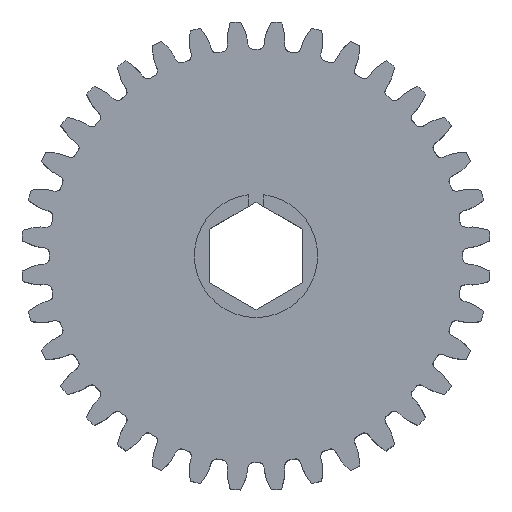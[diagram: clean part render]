
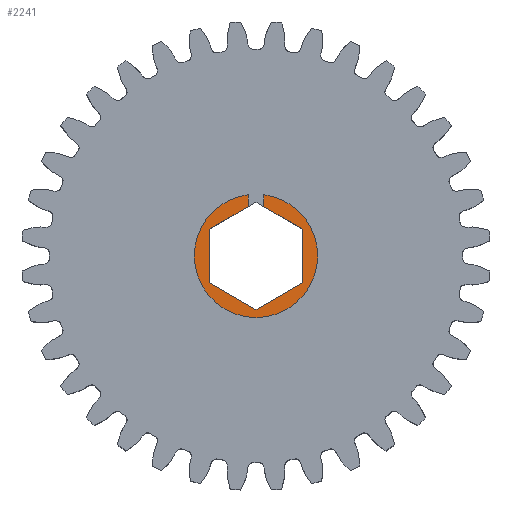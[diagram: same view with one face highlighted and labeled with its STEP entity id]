
A CAD part, top view. The second image highlights one B-rep face of the part: STEP entity #2241.
In plain terms, the highlighted planar face has unit normal (0, 0, 1).
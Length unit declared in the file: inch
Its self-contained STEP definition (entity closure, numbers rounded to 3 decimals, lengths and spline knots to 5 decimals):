
#155 = EDGE_CURVE ( 'NONE', #4755, #13632, #11050, .T. ) ;
#451 = VERTEX_POINT ( 'NONE', #9868 ) ;
#616 = AXIS2_PLACEMENT_3D ( 'NONE', #3051, #5228, #4255 ) ;
#711 = CARTESIAN_POINT ( 'NONE',  ( -0.1885, -0.10883, 0.249 ) ) ;
#842 = VECTOR ( 'NONE', #1593, 39.37008 ) ;
#923 = CARTESIAN_POINT ( 'NONE',  ( 0., 0., 0.249 ) ) ;
#1250 = LINE ( 'NONE', #5819, #3494 ) ;
#1528 = VECTOR ( 'NONE', #9848, 39.37008 ) ;
#1593 = DIRECTION ( 'NONE',  ( 0., 1., 0. ) ) ;
#1783 = AXIS2_PLACEMENT_3D ( 'NONE', #1872, #12153, #11028 ) ;
#1872 = CARTESIAN_POINT ( 'NONE',  ( 0., 0., 0.249 ) ) ;
#2241 = ADVANCED_FACE ( 'NONE', ( #12141 ), #4185, .T. ) ;
#2779 = CARTESIAN_POINT ( 'NONE',  ( 0.03125, 0.24804, 0.249 ) ) ;
#3051 = CARTESIAN_POINT ( 'NONE',  ( 0., 0., 0.249 ) ) ;
#3170 = CARTESIAN_POINT ( 'NONE',  ( 0.1885, -0.10883, 0.249 ) ) ;
#3234 = CARTESIAN_POINT ( 'NONE',  ( 0.03125, 0.19962, 0.249 ) ) ;
#3288 = ORIENTED_EDGE ( 'NONE', *, *, #7654, .F. ) ;
#3494 = VECTOR ( 'NONE', #10399, 39.37008 ) ;
#3531 = DIRECTION ( 'NONE',  ( 0., 0., 1. ) ) ;
#3741 = VECTOR ( 'NONE', #5550, 39.37008 ) ;
#3766 = LINE ( 'NONE', #12917, #842 ) ;
#3930 = LINE ( 'NONE', #13090, #10180 ) ;
#4078 = LINE ( 'NONE', #8502, #4458 ) ;
#4111 = DIRECTION ( 'NONE',  ( 0., 0., 1. ) ) ;
#4185 = PLANE ( 'NONE',  #14690 ) ;
#4255 = DIRECTION ( 'NONE',  ( 1., 0., 0. ) ) ;
#4458 = VECTOR ( 'NONE', #8651, 39.37008 ) ;
#4647 = ORIENTED_EDGE ( 'NONE', *, *, #5081, .F. ) ;
#4755 = VERTEX_POINT ( 'NONE', #9346 ) ;
#5081 = EDGE_CURVE ( 'NONE', #8957, #451, #3766, .T. ) ;
#5102 = CARTESIAN_POINT ( 'NONE',  ( -0.03125, 0.19962, 0.249 ) ) ;
#5228 = DIRECTION ( 'NONE',  ( 0., 0., 1. ) ) ;
#5307 = DIRECTION ( 'NONE',  ( 1., 0., 0. ) ) ;
#5336 = VERTEX_POINT ( 'NONE', #3234 ) ;
#5550 = DIRECTION ( 'NONE',  ( -0.866, -0.5, 0. ) ) ;
#5627 = VECTOR ( 'NONE', #11270, 39.37008 ) ;
#5813 = EDGE_CURVE ( 'NONE', #14709, #14157, #6091, .T. ) ;
#5819 = CARTESIAN_POINT ( 'NONE',  ( 0.1885, 0.10883, 0.249 ) ) ;
#5853 = CARTESIAN_POINT ( 'NONE',  ( 0.03125, 0.10262, 0.249 ) ) ;
#5999 = EDGE_CURVE ( 'NONE', #12320, #8570, #6333, .T. ) ;
#6091 = CIRCLE ( 'NONE', #7064, 0.25 ) ;
#6333 = CIRCLE ( 'NONE', #1783, 0.25 ) ;
#7064 = AXIS2_PLACEMENT_3D ( 'NONE', #923, #3531, #8113 ) ;
#7075 = VECTOR ( 'NONE', #11334, 39.37008 ) ;
#7104 = EDGE_CURVE ( 'NONE', #8570, #14709, #13538, .T. ) ;
#7162 = ORIENTED_EDGE ( 'NONE', *, *, #14257, .F. ) ;
#7368 = EDGE_LOOP ( 'NONE', ( #3288, #9770, #4647, #11719, #13528, #10455, #7162, #10835, #13936, #9273, #9331 ) ) ;
#7390 = DIRECTION ( 'NONE',  ( 0., -1., 0. ) ) ;
#7396 = EDGE_CURVE ( 'NONE', #12320, #10579, #3930, .T. ) ;
#7602 = CARTESIAN_POINT ( 'NONE',  ( -0.1885, 0.10883, 0.249 ) ) ;
#7654 = EDGE_CURVE ( 'NONE', #5336, #14157, #13873, .T. ) ;
#7886 = CARTESIAN_POINT ( 'NONE',  ( 0., 0.21766, 0.249 ) ) ;
#8085 = CARTESIAN_POINT ( 'NONE',  ( -0.25, 0., 0.249 ) ) ;
#8113 = DIRECTION ( 'NONE',  ( 1., 0., 0. ) ) ;
#8424 = CARTESIAN_POINT ( 'NONE',  ( -0.1885, -0.10883, 0.249 ) ) ;
#8502 = CARTESIAN_POINT ( 'NONE',  ( 0., -0.21766, 0.249 ) ) ;
#8570 = VERTEX_POINT ( 'NONE', #8085 ) ;
#8651 = DIRECTION ( 'NONE',  ( 0.866, 0.5, 0. ) ) ;
#8662 = CARTESIAN_POINT ( 'NONE',  ( -0.03125, 0.24804, 0.249 ) ) ;
#8945 = LINE ( 'NONE', #711, #5627 ) ;
#8955 = EDGE_CURVE ( 'NONE', #13632, #10647, #8945, .T. ) ;
#8957 = VERTEX_POINT ( 'NONE', #3170 ) ;
#9273 = ORIENTED_EDGE ( 'NONE', *, *, #7104, .T. ) ;
#9331 = ORIENTED_EDGE ( 'NONE', *, *, #5813, .T. ) ;
#9346 = CARTESIAN_POINT ( 'NONE',  ( -0.1885, 0.10883, 0.249 ) ) ;
#9361 = CARTESIAN_POINT ( 'NONE',  ( 0.25, 0., 0.249 ) ) ;
#9770 = ORIENTED_EDGE ( 'NONE', *, *, #12714, .F. ) ;
#9848 = DIRECTION ( 'NONE',  ( 0., -1., 0. ) ) ;
#9868 = CARTESIAN_POINT ( 'NONE',  ( 0.1885, 0.10883, 0.249 ) ) ;
#10180 = VECTOR ( 'NONE', #7390, 39.37008 ) ;
#10228 = EDGE_CURVE ( 'NONE', #10647, #8957, #4078, .T. ) ;
#10399 = DIRECTION ( 'NONE',  ( -0.866, 0.5, 0. ) ) ;
#10455 = ORIENTED_EDGE ( 'NONE', *, *, #155, .F. ) ;
#10579 = VERTEX_POINT ( 'NONE', #5102 ) ;
#10647 = VERTEX_POINT ( 'NONE', #11786 ) ;
#10835 = ORIENTED_EDGE ( 'NONE', *, *, #7396, .F. ) ;
#11028 = DIRECTION ( 'NONE',  ( 1., 0., 0. ) ) ;
#11050 = LINE ( 'NONE', #7602, #1528 ) ;
#11186 = LINE ( 'NONE', #7886, #3741 ) ;
#11270 = DIRECTION ( 'NONE',  ( 0.866, -0.5, 0. ) ) ;
#11334 = DIRECTION ( 'NONE',  ( 0., 1., 0. ) ) ;
#11719 = ORIENTED_EDGE ( 'NONE', *, *, #10228, .F. ) ;
#11786 = CARTESIAN_POINT ( 'NONE',  ( 0., -0.21766, 0.249 ) ) ;
#12141 = FACE_OUTER_BOUND ( 'NONE', #7368, .T. ) ;
#12153 = DIRECTION ( 'NONE',  ( 0., 0., 1. ) ) ;
#12320 = VERTEX_POINT ( 'NONE', #8662 ) ;
#12714 = EDGE_CURVE ( 'NONE', #451, #5336, #1250, .T. ) ;
#12917 = CARTESIAN_POINT ( 'NONE',  ( 0.1885, -0.10883, 0.249 ) ) ;
#13090 = CARTESIAN_POINT ( 'NONE',  ( -0.03125, 0.10262, 0.249 ) ) ;
#13331 = CARTESIAN_POINT ( 'NONE',  ( 0., 0., 0.249 ) ) ;
#13528 = ORIENTED_EDGE ( 'NONE', *, *, #8955, .F. ) ;
#13538 = CIRCLE ( 'NONE', #616, 0.25 ) ;
#13632 = VERTEX_POINT ( 'NONE', #8424 ) ;
#13873 = LINE ( 'NONE', #5853, #7075 ) ;
#13936 = ORIENTED_EDGE ( 'NONE', *, *, #5999, .T. ) ;
#14157 = VERTEX_POINT ( 'NONE', #2779 ) ;
#14257 = EDGE_CURVE ( 'NONE', #10579, #4755, #11186, .T. ) ;
#14690 = AXIS2_PLACEMENT_3D ( 'NONE', #13331, #4111, #5307 ) ;
#14709 = VERTEX_POINT ( 'NONE', #9361 ) ;
